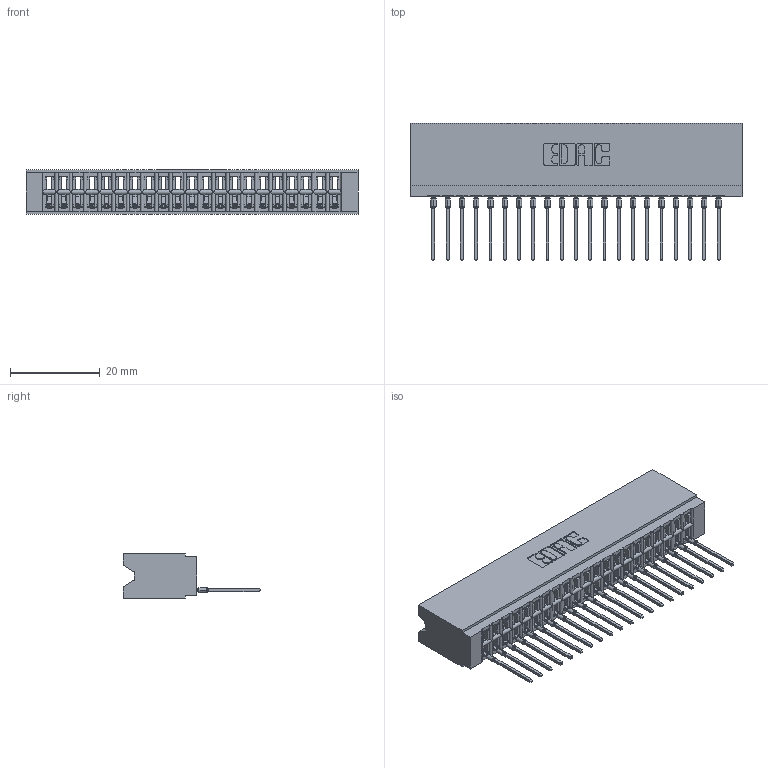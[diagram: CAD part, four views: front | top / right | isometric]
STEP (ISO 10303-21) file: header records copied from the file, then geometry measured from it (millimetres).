
FILE_DESCRIPTION (( 'STEP AP203' ), '1' );
FILE_NAME ('746-021-540-506.STEP', '2026-02-27T21:53:36', ( '' ), ( '' ), 'SwSTEP 2.0', 'SolidWorks 2023', '' );
FILE_SCHEMA (( 'CONFIG_CONTROL_DESIGN' ));
Length unit declared in the file: millimetre
Products named in the file (3): 746 Part_.340 Slot Depth - 06; 746-292-001_540; 746-021-540-506
Assembly tree (22 placements, depth 2):
  746-021-540-506
    746 Part_.340 Slot Depth - 06
    746-292-001_540  x21
Bounding box: 73.91 x 30.59 x 9.91 mm (x, y, z)
Volume: 8454.7 mm3; surface area: 11347.8 mm2
Topology: 22 solids, 22 shells, 2366 faces, 6712 edges, 4312 vertices
Faces by surface type: plane 1379, cylinder 441, bspline 420, torus 126
Entity records: 34715 total; most frequent: CARTESIAN_POINT 7197, ORIENTED_EDGE 6024, DIRECTION 5024, EDGE_CURVE 3012, LINE 2618, VECTOR 2618, VERTEX_POINT 1992, AXIS2_PLACEMENT_3D 1203
